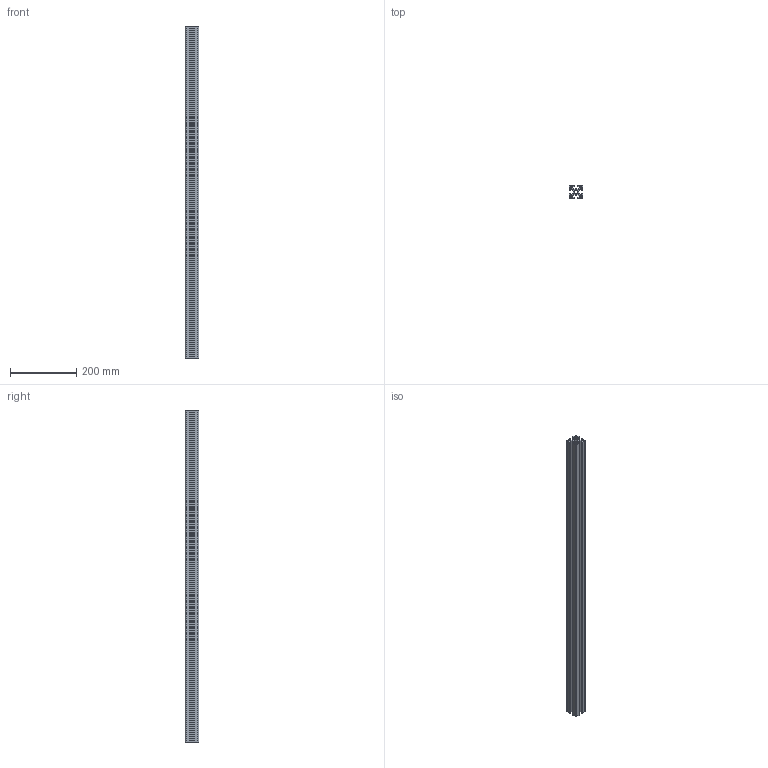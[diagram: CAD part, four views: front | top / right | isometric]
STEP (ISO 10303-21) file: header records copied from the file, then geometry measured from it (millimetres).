
FILE_DESCRIPTION (( 'STEP AP214' ), '1' );
FILE_NAME ('栖闉罻1.STEP', '2021-12-17T09:43:26', ( '砐錪賧瘔蠈錪 Windows' ), ( '' ), 'SwSTEP 2.0', 'SolidWorks 2021', '' );
FILE_SCHEMA (( 'AUTOMOTIVE_DESIGN' ));
Length unit declared in the file: millimetre
Products named in the file (2): 444SH Êîíñòðóêöèîííûé ïðîôèëü 40õ40SH_01; 栖闉罻1
Assembly tree (1 placements, depth 2):
  栖闉罻1
    444SH Êîíñòðóêöèîííûé ïðîôèëü 40õ40SH_01
Bounding box: 40 x 40 x 1000 mm (x, y, z)
Volume: 720539.9 mm3; surface area: 403436.4 mm2
Topology: 1 solids, 1 shells, 152 faces, 450 edges, 300 vertices
Faces by surface type: cylinder 78, plane 74
Entity records: 5216 total; most frequent: DIRECTION 918, CARTESIAN_POINT 906, ORIENTED_EDGE 900, EDGE_CURVE 450, AXIS2_PLACEMENT_3D 312, VERTEX_POINT 300, VECTOR 294, LINE 294
